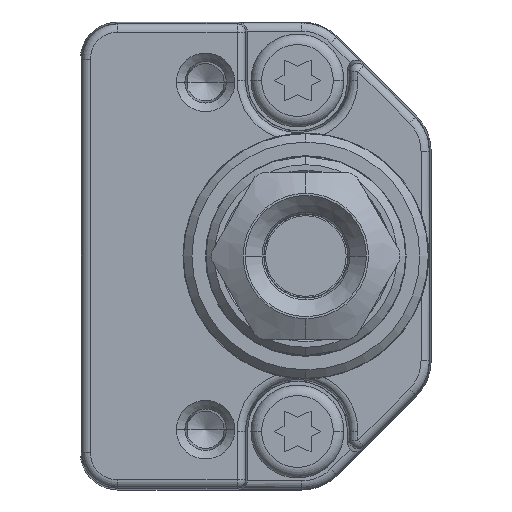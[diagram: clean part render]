
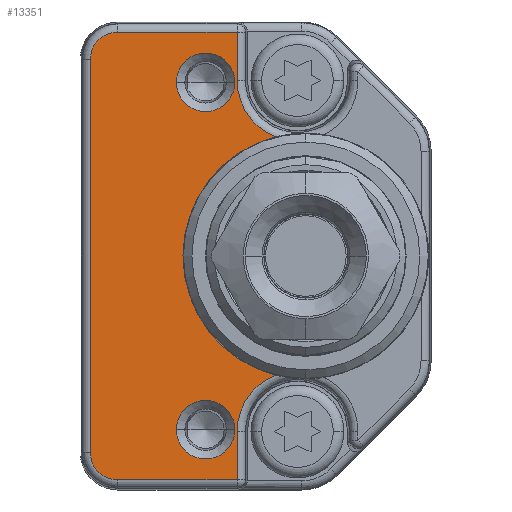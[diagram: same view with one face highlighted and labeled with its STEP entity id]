
A CAD part, left-side view. The second image highlights one B-rep face of the part: STEP entity #13351.
In plain terms, the highlighted planar face has unit normal (-1, 0, 0).
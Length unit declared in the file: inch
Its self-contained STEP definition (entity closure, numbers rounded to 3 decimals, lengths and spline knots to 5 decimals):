
#927=DIRECTION('',(0.,0.,1.));
#928=VECTOR('',#927,0.11399);
#929=CARTESIAN_POINT('',(-0.49213,0.45723,
-0.52737));
#930=LINE('',#929,#928);
#931=DIRECTION('',(0.,-1.,0.));
#932=VECTOR('',#931,0.28096);
#933=CARTESIAN_POINT('',(-0.49213,0.73819,
-0.52737));
#934=LINE('',#933,#932);
#935=CARTESIAN_POINT('',(-0.49213,0.73819,
-0.4626));
#936=DIRECTION('',(-1.,0.,0.));
#937=DIRECTION('',(0.,1.,0.));
#938=AXIS2_PLACEMENT_3D('',#935,#936,#937);
#940=DIRECTION('',(0.,0.,-1.));
#941=VECTOR('',#940,0.9252);
#942=CARTESIAN_POINT('',(-0.49213,0.80296,
0.4626));
#943=LINE('',#942,#941);
#944=CARTESIAN_POINT('',(-0.49213,0.73819,
0.4626));
#945=DIRECTION('',(-1.,0.,0.));
#946=DIRECTION('',(0.,0.,1.));
#947=AXIS2_PLACEMENT_3D('',#944,#945,#946);
#949=DIRECTION('',(0.,1.,0.));
#950=VECTOR('',#949,0.28096);
#951=CARTESIAN_POINT('',(-0.49213,0.45723,
0.52737));
#952=LINE('',#951,#950);
#953=DIRECTION('',(0.,0.,1.));
#954=VECTOR('',#953,0.11399);
#955=CARTESIAN_POINT('',(-0.49213,0.45723,
0.41339));
#956=LINE('',#955,#954);
#957=CARTESIAN_POINT('',(-0.49213,0.31496,
0.41339));
#958=DIRECTION('',(1.,0.,0.));
#959=DIRECTION('',(0.,0.359,-0.933));
#960=AXIS2_PLACEMENT_3D('',#957,#958,#959);
#962=CARTESIAN_POINT('',(-0.49213,0.29528,0.));
#963=DIRECTION('',(-1.,0.,0.));
#964=DIRECTION('',(0.,0.244,0.97));
#965=AXIS2_PLACEMENT_3D('',#962,#963,#964);
#967=CARTESIAN_POINT('',(-0.49213,0.31496,
-0.41339));
#968=DIRECTION('',(1.,0.,0.));
#969=DIRECTION('',(0.,1.,0.));
#970=AXIS2_PLACEMENT_3D('',#967,#968,#969);
#972=CARTESIAN_POINT('',(-0.49213,0.5315,
-0.40915));
#973=DIRECTION('',(1.,0.,0.));
#974=DIRECTION('',(0.,-1.,0.));
#975=AXIS2_PLACEMENT_3D('',#972,#973,#974);
#977=CARTESIAN_POINT('',(-0.49213,0.5315,
-0.40915));
#978=DIRECTION('',(1.,0.,0.));
#979=DIRECTION('',(0.,1.,0.));
#980=AXIS2_PLACEMENT_3D('',#977,#978,#979);
#982=CARTESIAN_POINT('',(-0.49213,0.5315,
0.40915));
#983=DIRECTION('',(1.,0.,0.));
#984=DIRECTION('',(0.,-1.,0.));
#985=AXIS2_PLACEMENT_3D('',#982,#983,#984);
#987=CARTESIAN_POINT('',(-0.49213,0.5315,
0.40915));
#988=DIRECTION('',(1.,0.,0.));
#989=DIRECTION('',(0.,1.,0.));
#990=AXIS2_PLACEMENT_3D('',#987,#988,#989);
#10275=CARTESIAN_POINT('',(-0.49213,0.80296,
-0.4626));
#10276=CARTESIAN_POINT('',(-0.49213,0.73819,
-0.52737));
#10277=VERTEX_POINT('',#10275);
#10278=VERTEX_POINT('',#10276);
#10283=CARTESIAN_POINT('',(-0.49213,0.80296,
0.4626));
#10284=VERTEX_POINT('',#10283);
#10287=CARTESIAN_POINT('',(-0.49213,0.73819,
0.52737));
#10288=VERTEX_POINT('',#10287);
#10315=CARTESIAN_POINT('',(-0.49213,0.45723,
-0.52737));
#10316=CARTESIAN_POINT('',(-0.49213,0.45723,
-0.41339));
#10317=VERTEX_POINT('',#10315);
#10318=VERTEX_POINT('',#10316);
#10340=CARTESIAN_POINT('',(-0.49213,0.366,
-0.28059));
#10341=VERTEX_POINT('',#10340);
#10356=CARTESIAN_POINT('',(-0.49213,0.45723,
0.41339));
#10357=CARTESIAN_POINT('',(-0.49213,0.45723,
0.52737));
#10358=VERTEX_POINT('',#10356);
#10359=VERTEX_POINT('',#10357);
#10380=CARTESIAN_POINT('',(-0.49213,0.366,
0.28059));
#10381=VERTEX_POINT('',#10380);
#10424=CARTESIAN_POINT('',(-0.49213,0.4626,
-0.40915));
#10425=CARTESIAN_POINT('',(-0.49213,0.60039,
-0.40915));
#10426=VERTEX_POINT('',#10424);
#10427=VERTEX_POINT('',#10425);
#10432=CARTESIAN_POINT('',(-0.49213,0.4626,
0.40915));
#10433=CARTESIAN_POINT('',(-0.49213,0.60039,
0.40915));
#10434=VERTEX_POINT('',#10432);
#10435=VERTEX_POINT('',#10433);
#13314=CARTESIAN_POINT('',(-0.49213,0.,0.));
#13315=DIRECTION('',(-1.,0.,0.));
#13316=DIRECTION('',(0.,0.,1.));
#13317=AXIS2_PLACEMENT_3D('',#13314,#13315,#13316);
#13318=PLANE('',#13317);
#13319=ORIENTED_EDGE('',*,*,#13304,.F.);
#13320=ORIENTED_EDGE('',*,*,#13281,.F.);
#13322=ORIENTED_EDGE('',*,*,#13321,.F.);
#13324=ORIENTED_EDGE('',*,*,#13323,.F.);
#13326=ORIENTED_EDGE('',*,*,#13325,.F.);
#13328=ORIENTED_EDGE('',*,*,#13327,.F.);
#13330=ORIENTED_EDGE('',*,*,#13329,.F.);
#13332=ORIENTED_EDGE('',*,*,#13331,.F.);
#13334=ORIENTED_EDGE('',*,*,#13333,.T.);
#13336=ORIENTED_EDGE('',*,*,#13335,.F.);
#13337=EDGE_LOOP('',(#13319,#13320,#13322,#13324,#13326,#13328,#13330,#13332,
#13334,#13336));
#13338=FACE_OUTER_BOUND('',#13337,.F.);
#13340=ORIENTED_EDGE('',*,*,#13339,.F.);
#13342=ORIENTED_EDGE('',*,*,#13341,.F.);
#13343=EDGE_LOOP('',(#13340,#13342));
#13344=FACE_BOUND('',#13343,.F.);
#13346=ORIENTED_EDGE('',*,*,#13345,.F.);
#13348=ORIENTED_EDGE('',*,*,#13347,.F.);
#13349=EDGE_LOOP('',(#13346,#13348));
#13350=FACE_BOUND('',#13349,.F.);
#13351=ADVANCED_FACE('',(#13338,#13344,#13350),#13318,.T.);
#939=CIRCLE('',#938,0.06477);
#948=CIRCLE('',#947,0.06477);
#961=CIRCLE('',#960,0.14227);
#966=CIRCLE('',#965,0.28937);
#971=CIRCLE('',#970,0.14227);
#976=CIRCLE('',#975,0.0689);
#981=CIRCLE('',#980,0.0689);
#986=CIRCLE('',#985,0.0689);
#991=CIRCLE('',#990,0.0689);
#13281=EDGE_CURVE('',#10278,#10317,#934,.T.);
#13304=EDGE_CURVE('',#10317,#10318,#930,.T.);
#13321=EDGE_CURVE('',#10277,#10278,#939,.T.);
#13323=EDGE_CURVE('',#10284,#10277,#943,.T.);
#13325=EDGE_CURVE('',#10288,#10284,#948,.T.);
#13327=EDGE_CURVE('',#10359,#10288,#952,.T.);
#13329=EDGE_CURVE('',#10358,#10359,#956,.T.);
#13331=EDGE_CURVE('',#10381,#10358,#961,.T.);
#13333=EDGE_CURVE('',#10381,#10341,#966,.T.);
#13335=EDGE_CURVE('',#10318,#10341,#971,.T.);
#13339=EDGE_CURVE('',#10426,#10427,#976,.T.);
#13341=EDGE_CURVE('',#10427,#10426,#981,.T.);
#13345=EDGE_CURVE('',#10434,#10435,#986,.T.);
#13347=EDGE_CURVE('',#10435,#10434,#991,.T.);
